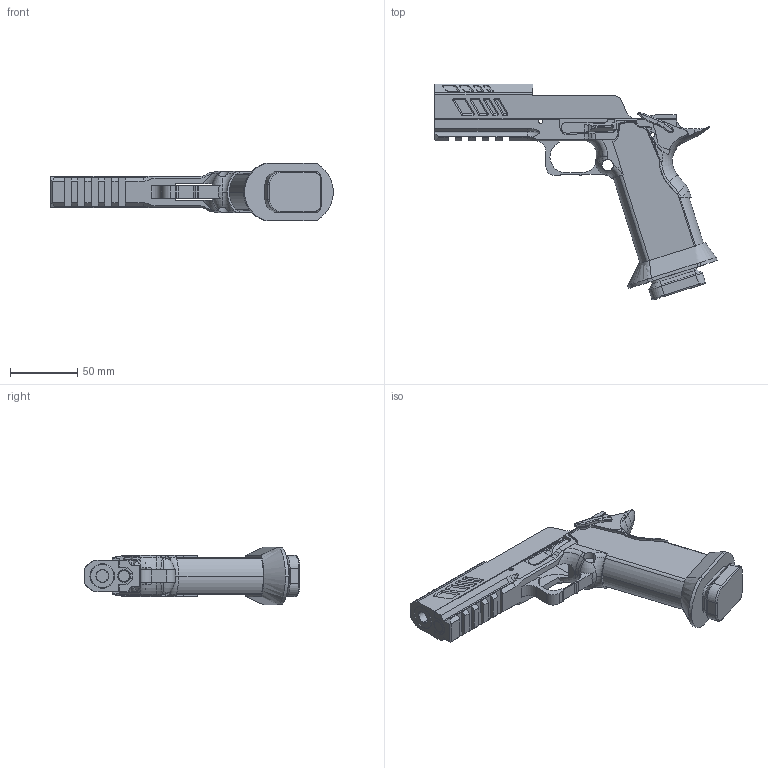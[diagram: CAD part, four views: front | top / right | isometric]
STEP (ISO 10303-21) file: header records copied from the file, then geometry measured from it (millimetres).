
FILE_DESCRIPTION (( 'STEP AP214' ), '1' );
FILE_NAME ('2011_LO_grip.STEP', '2024-04-24T05:17:53', ( '' ), ( '' ), 'SwSTEP 2.0', 'SolidWorks 2022', '' );
FILE_SCHEMA (( 'AUTOMOTIVE_DESIGN' ));
Length unit declared in the file: inch
Products named in the file (1): 2011_LO_grip
Bounding box: 209.4 x 159.94 x 42.72 mm (x, y, z)
Volume: 135297 mm3; surface area: 69643.5 mm2
Topology: 1 solids, 1 shells, 729 faces, 2010 edges, 1240 vertices
Faces by surface type: plane 272, cylinder 264, sphere 67, torus 60, bspline 35, cone 31
Entity records: 24200 total; most frequent: CARTESIAN_POINT 5918, ORIENTED_EDGE 3900, DIRECTION 3811, EDGE_CURVE 1950, AXIS2_PLACEMENT_3D 1401, VERTEX_POINT 1224, VECTOR 1009, LINE 1009
